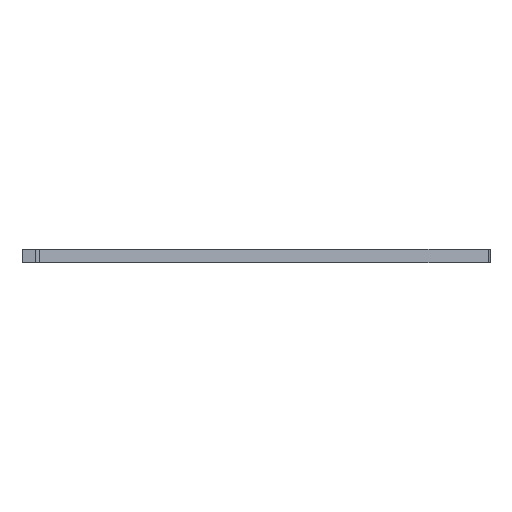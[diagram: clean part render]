
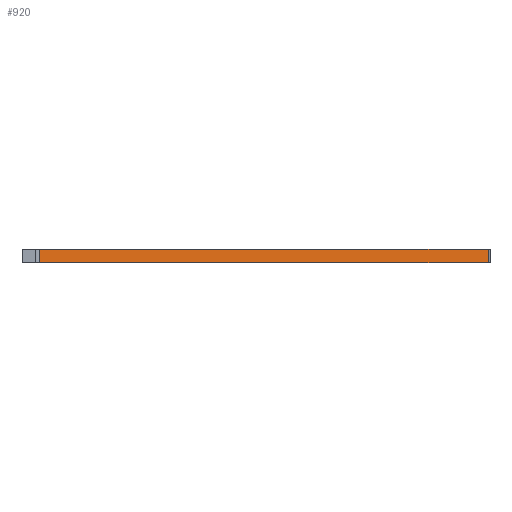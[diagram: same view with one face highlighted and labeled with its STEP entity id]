
A CAD part, front view. The second image highlights one B-rep face of the part: STEP entity #920.
In plain terms, the highlighted planar face has unit normal (0.642, -0.766, 0).
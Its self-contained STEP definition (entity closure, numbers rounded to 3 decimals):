
#22=PLANE('',#994);
#64=FACE_OUTER_BOUND('',#111,.T.);
#111=EDGE_LOOP('',(#649,#650,#651,#652));
#161=LINE('',#1306,#282);
#163=LINE('',#1312,#284);
#164=LINE('',#1314,#285);
#165=LINE('',#1315,#286);
#282=VECTOR('',#1062,10.);
#284=VECTOR('',#1068,10.);
#285=VECTOR('',#1069,10.);
#286=VECTOR('',#1070,10.);
#419=VERTEX_POINT('',#1303);
#420=VERTEX_POINT('',#1305);
#422=VERTEX_POINT('',#1311);
#423=VERTEX_POINT('',#1313);
#510=EDGE_CURVE('',#419,#420,#161,.T.);
#513=EDGE_CURVE('',#422,#419,#163,.T.);
#514=EDGE_CURVE('',#423,#422,#164,.T.);
#515=EDGE_CURVE('',#423,#420,#165,.T.);
#649=ORIENTED_EDGE('',*,*,#510,.F.);
#650=ORIENTED_EDGE('',*,*,#513,.F.);
#651=ORIENTED_EDGE('',*,*,#514,.F.);
#652=ORIENTED_EDGE('',*,*,#515,.T.);
#920=ADVANCED_FACE('',(#64),#22,.T.);
#994=AXIS2_PLACEMENT_3D('',#1310,#1066,#1067);
#1062=DIRECTION('',(0.,0.,-1.));
#1066=DIRECTION('center_axis',(0.642,-0.767,0.));
#1067=DIRECTION('ref_axis',(0.767,0.642,0.));
#1068=DIRECTION('',(0.767,0.642,0.));
#1069=DIRECTION('',(0.,0.,1.));
#1070=DIRECTION('',(0.767,0.642,0.));
#1303=CARTESIAN_POINT('',(174.815,146.467,5.));
#1305=CARTESIAN_POINT('',(174.815,146.467,0.));
#1306=CARTESIAN_POINT('',(174.815,146.467,2.5));
#1310=CARTESIAN_POINT('Origin',(0.,0.,0.));
#1311=CARTESIAN_POINT('',(6.525,5.467,5.));
#1312=CARTESIAN_POINT('',(0.,0.,5.));
#1313=CARTESIAN_POINT('',(6.525,5.467,0.));
#1314=CARTESIAN_POINT('',(6.525,5.467,2.5));
#1315=CARTESIAN_POINT('',(0.,0.,0.));
